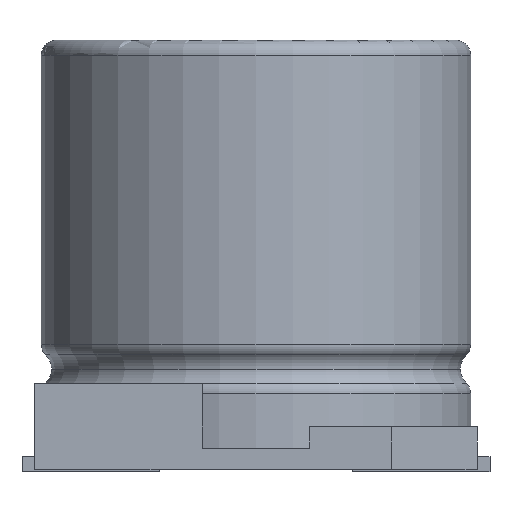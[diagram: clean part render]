
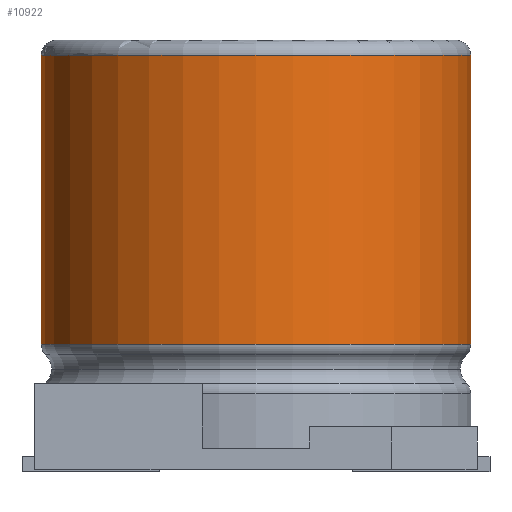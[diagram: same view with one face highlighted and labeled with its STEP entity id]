
A CAD part, front view. The second image highlights one B-rep face of the part: STEP entity #10922.
In plain terms, the highlighted cylindrical face has radius 5 mm (diameter 10 mm), a partial arc.
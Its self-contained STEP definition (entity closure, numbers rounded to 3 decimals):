
#156 = EDGE_CURVE ( 'NONE', #2404, #8010, #9977, .T. ) ;
#174 = CARTESIAN_POINT ( 'NONE',  ( 0., 0., 9.65 ) ) ;
#446 = DIRECTION ( 'NONE',  ( 0., 0., -1. ) ) ;
#465 = VECTOR ( 'NONE', #446, 1000. ) ;
#584 = CARTESIAN_POINT ( 'NONE',  ( -5., 0., 34.142 ) ) ;
#619 = CARTESIAN_POINT ( 'NONE',  ( 0., 0., 2.918 ) ) ;
#699 = CIRCLE ( 'NONE', #3576, 5. ) ;
#874 = CARTESIAN_POINT ( 'NONE',  ( -5., 0., 9.65 ) ) ;
#1047 = ORIENTED_EDGE ( 'NONE', *, *, #7036, .F. ) ;
#1330 = CYLINDRICAL_SURFACE ( 'NONE', #7834, 5. ) ;
#2404 = VERTEX_POINT ( 'NONE', #874 ) ;
#2496 = CARTESIAN_POINT ( 'NONE',  ( 5., 0., 2.918 ) ) ;
#3576 = AXIS2_PLACEMENT_3D ( 'NONE', #619, #12068, #4702 ) ;
#3642 = DIRECTION ( 'NONE',  ( 0., 0., -1. ) ) ;
#4270 = DIRECTION ( 'NONE',  ( 0., 0., -1. ) ) ;
#4702 = DIRECTION ( 'NONE',  ( -1., 0., 0. ) ) ;
#4761 = AXIS2_PLACEMENT_3D ( 'NONE', #174, #4270, #9585 ) ;
#4895 = EDGE_CURVE ( 'NONE', #13342, #2404, #10774, .T. ) ;
#5238 = ORIENTED_EDGE ( 'NONE', *, *, #6993, .T. ) ;
#5345 = VECTOR ( 'NONE', #12622, 1000. ) ;
#5646 = DIRECTION ( 'NONE',  ( -1., 0., 0. ) ) ;
#6993 = EDGE_CURVE ( 'NONE', #8010, #7857, #699, .T. ) ;
#7036 = EDGE_CURVE ( 'NONE', #13342, #7857, #11308, .T. ) ;
#7163 = CARTESIAN_POINT ( 'NONE',  ( 5., 0., 9.65 ) ) ;
#7285 = ORIENTED_EDGE ( 'NONE', *, *, #156, .T. ) ;
#7834 = AXIS2_PLACEMENT_3D ( 'NONE', #9705, #3642, #5646 ) ;
#7857 = VERTEX_POINT ( 'NONE', #2496 ) ;
#8010 = VERTEX_POINT ( 'NONE', #11190 ) ;
#9585 = DIRECTION ( 'NONE',  ( 1., 0., 0. ) ) ;
#9705 = CARTESIAN_POINT ( 'NONE',  ( 0., 0., 34.142 ) ) ;
#9977 = LINE ( 'NONE', #584, #465 ) ;
#10279 = ORIENTED_EDGE ( 'NONE', *, *, #4895, .T. ) ;
#10409 = CARTESIAN_POINT ( 'NONE',  ( 5., 0., 34.142 ) ) ;
#10473 = EDGE_LOOP ( 'NONE', ( #1047, #10279, #7285, #5238 ) ) ;
#10774 = CIRCLE ( 'NONE', #4761, 5. ) ;
#10922 = ADVANCED_FACE ( 'NONE', ( #12952 ), #1330, .T. ) ;
#11190 = CARTESIAN_POINT ( 'NONE',  ( -5., 0., 2.918 ) ) ;
#11308 = LINE ( 'NONE', #10409, #5345 ) ;
#12068 = DIRECTION ( 'NONE',  ( 0., 0., 1. ) ) ;
#12622 = DIRECTION ( 'NONE',  ( 0., 0., -1. ) ) ;
#12952 = FACE_OUTER_BOUND ( 'NONE', #10473, .T. ) ;
#13342 = VERTEX_POINT ( 'NONE', #7163 ) ;
